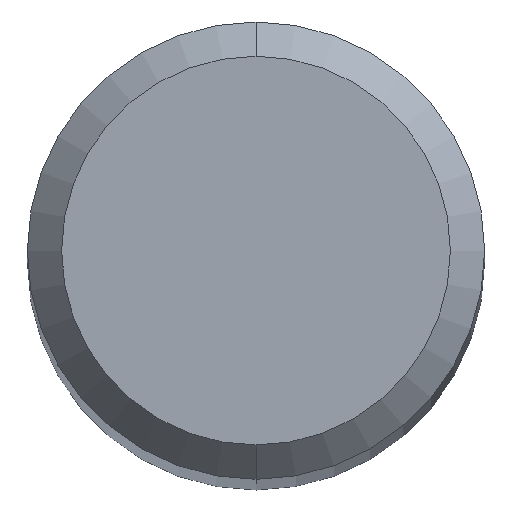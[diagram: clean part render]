
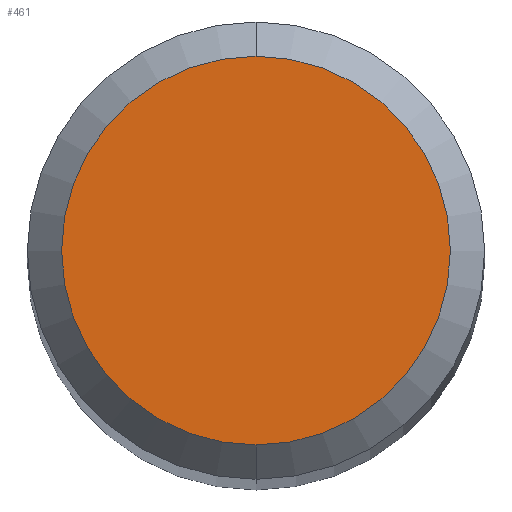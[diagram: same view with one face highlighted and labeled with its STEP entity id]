
A CAD part, top view. The second image highlights one B-rep face of the part: STEP entity #461.
In plain terms, the highlighted planar face has unit normal (0, 0, 1).
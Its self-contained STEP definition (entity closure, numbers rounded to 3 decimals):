
#207=VERTEX_POINT('',#515);
#269=EDGE_CURVE('',#427,#207,#588,.T.);
#275=EDGE_CURVE('',#207,#427,#594,.T.);
#427=VERTEX_POINT('',#759);
#461=ADVANCED_FACE('',(#797),#798,.T.);
#515=CARTESIAN_POINT('',(0.,-1.7,0.0));
#588=CIRCLE('',#1021,1.7);
#594=CIRCLE('',#1030,1.7);
#759=CARTESIAN_POINT('',(0.0,1.7,0.0));
#797=FACE_OUTER_BOUND('',#1440,.T.);
#798=PLANE('',#1441);
#1021=AXIS2_PLACEMENT_3D('',#1584,#1585,#1586);
#1030=AXIS2_PLACEMENT_3D('',#1588,#1589,#1590);
#1440=EDGE_LOOP('',(#1800,#1801));
#1441=AXIS2_PLACEMENT_3D('',#1802,#1803,#1804);
#1584=CARTESIAN_POINT('',(0.0,0.0,0.0));
#1585=DIRECTION('',(0.0,0.0,-1.0));
#1586=DIRECTION('',(0.0,1.0,0.0));
#1588=CARTESIAN_POINT('',(0.0,0.0,0.0));
#1589=DIRECTION('',(0.0,0.0,-1.0));
#1590=DIRECTION('',(0.0,1.0,0.0));
#1800=ORIENTED_EDGE('',*,*,#269,.F.);
#1801=ORIENTED_EDGE('',*,*,#275,.F.);
#1802=CARTESIAN_POINT('',(0.0,0.85,0.0));
#1803=DIRECTION('',(-0.0,0.0,1.0));
#1804=DIRECTION('',(0.0,-1.0,0.0));
